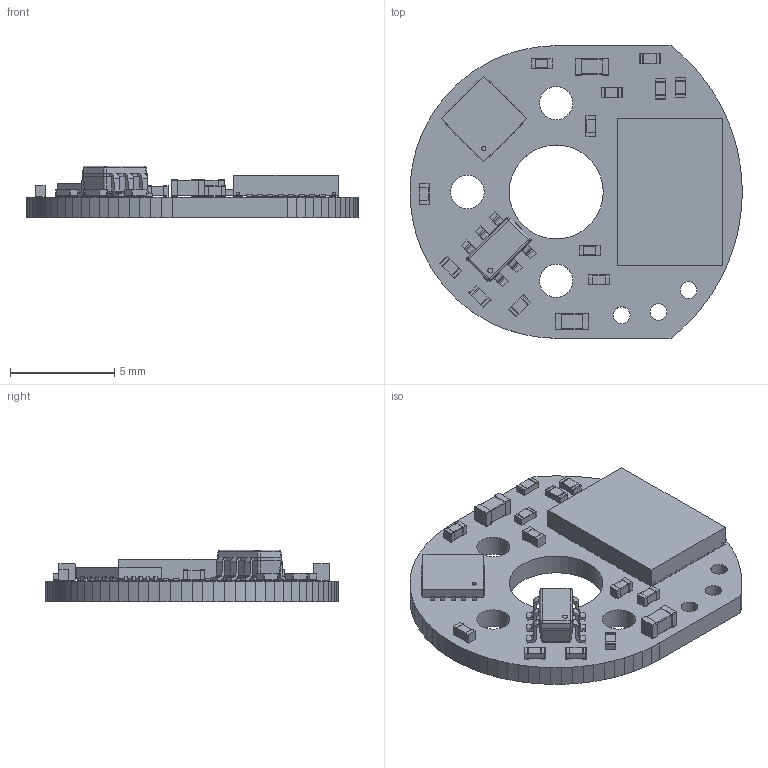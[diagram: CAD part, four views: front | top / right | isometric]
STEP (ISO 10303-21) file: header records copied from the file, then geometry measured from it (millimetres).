
FILE_DESCRIPTION(('KiCad electronic assembly'),'2;1');
FILE_NAME('pennyesc.step','2026-01-22T13:46:41',('Pcbnew'),('Kicad'), 'Open CASCADE STEP processor 7.7','KiCad to STEP converter','Unknown' );
FILE_SCHEMA(('AUTOMOTIVE_DESIGN { 1 0 10303 214 1 1 1 1 }'));
Length unit declared in the file: millimetre
Products named in the file (14): pennyesc 1; R_0402_1005Metric; SOLID; C_0402_1005Metric; C_0603_1608Metric; MCT8316Z0RRGFR; COMPOUND; TMAG5273A1QDBVR; ST_UFQFPN-20_3x3mm_P0.5mm; pennyesc PCB
Assembly tree (24 placements, depth 3):
  pennyesc 1
    R_0402_1005Metric  x7
      SOLID
    C_0402_1005Metric  x5
      SOLID
    C_0603_1608Metric  x2
      SOLID
    MCT8316Z0RRGFR
      COMPOUND
    TMAG5273A1QDBVR
      COMPOUND
    ST_UFQFPN-20_3x3mm_P0.5mm
      SOLID
    pennyesc PCB
Bounding box: 15.89 x 14 x 2.48 mm (x, y, z)
Volume: 209.5 mm3; surface area: 658.3 mm2
Topology: 70 solids, 70 shells, 1354 faces, 3547 edges, 2342 vertices
Faces by surface type: plane 990, cylinder 356, sphere 8
Full cylindrical faces by diameter (mm): 0.2 x1, 0.8 x3, 1.6 x3, 4.5 x1
Entity records: 71595 total; most frequent: CARTESIAN_POINT 12756, DIRECTION 10790, LINE 7319, VECTOR 7319, ORIENTED_EDGE 5542, PCURVE 5542, DEFINITIONAL_REPRESENTATION 5542, EDGE_CURVE 2771
